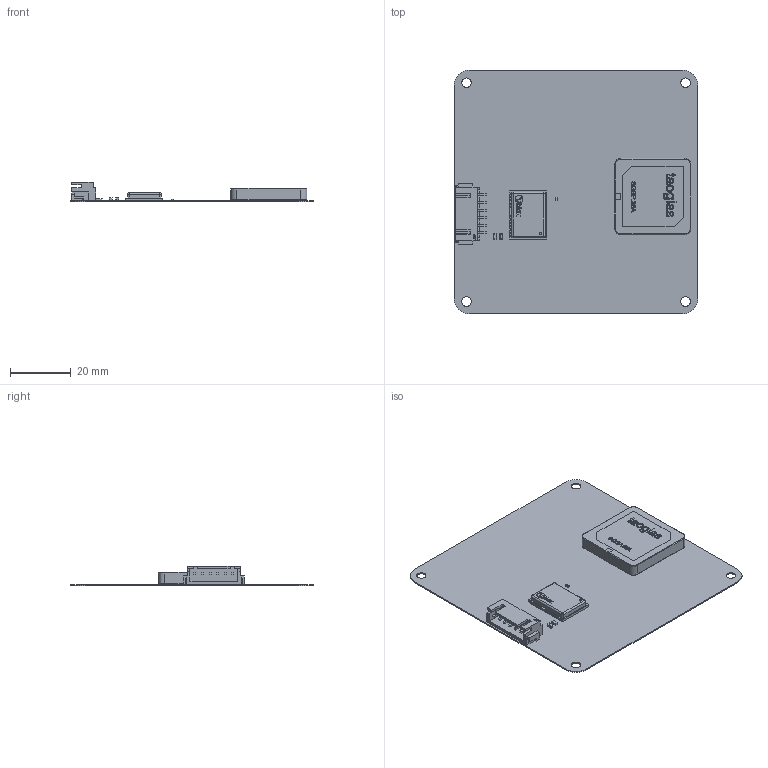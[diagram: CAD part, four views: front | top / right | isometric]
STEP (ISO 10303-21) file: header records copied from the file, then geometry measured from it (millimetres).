
FILE_DESCRIPTION(('Open CASCADE Model'),'2;1');
FILE_NAME('Open CASCADE Shape Model','2024-05-27T03:40:58',('Author'),( 'Open CASCADE'),'Open CASCADE STEP processor 7.5','Open CASCADE 7.5' ,'Unknown');
FILE_SCHEMA(('AUTOMOTIVE_DESIGN { 1 0 10303 214 1 1 1 1 }'));
Length unit declared in the file: millimetre
Products named in the file (33): PCB; Board; Open CASCADE STEP translator 7.5 2.1.1; MD1; UNK_u-blox_NEO-M9N-00B_eec; pcb; pins; top shell; logo; J1; Conn_JST_S6B-XH-SM4-TB_LF_SN_eec; 1; 2; 3; JST; Notch; E1; SGGP.25.4.A.02; D1; 7265321088; Terminal; Open CASCADE STEP translator 6.8 18.1.1; Open CASCADE STEP translator 6.8 18.1.2; Mid_Body; Open CASCADE STEP translator 6.8 18.2.1; C2; 7265329808; Open CASCADE STEP translator 6.8 29.1.1; Open CASCADE STEP translator 6.8 29.1.2; Open CASCADE STEP translator 6.8 29.2.1; C1
Assembly tree (33 placements, depth 5):
  PCB
    Board
      Open CASCADE STEP translator 7.5 2.1.1
    MD1
      UNK_u-blox_NEO-M9N-00B_eec
        pcb
        pins
        top shell
        logo
    J1
      Conn_JST_S6B-XH-SM4-TB_LF_SN_eec
        1
        2
        3
        JST
        Notch
    E1
      SGGP.25.4.A.02
    D1
      7265321088
        Terminal
          Open CASCADE STEP translator 6.8 18.1.1
          Open CASCADE STEP translator 6.8 18.1.2
        Mid_Body
          Open CASCADE STEP translator 6.8 18.2.1
    C2
      7265329808
        Terminal
          Open CASCADE STEP translator 6.8 29.1.1
          Open CASCADE STEP translator 6.8 29.1.2
        Mid_Body
          Open CASCADE STEP translator 6.8 29.2.1
    C1
      7265329808
        Terminal
          Open CASCADE STEP translator 6.8 29.1.1
          Open CASCADE STEP translator 6.8 29.1.2
        Mid_Body
          Open CASCADE STEP translator 6.8 29.2.1
Bounding box: 80 x 80 x 6.41 mm (x, y, z)
Volume: 6045.8 mm3; surface area: 16480.5 mm2
Topology: 62 solids, 62 shells, 1198 faces, 3067 edges, 1988 vertices
Faces by surface type: plane 806, bspline 213, cylinder 143, sphere 28, torus 8
Full cylindrical faces by diameter (mm): 0.437 x1, 0.8 x1, 3.1 x4
Entity records: 45151 total; most frequent: CARTESIAN_POINT 14762, ORIENTED_EDGE 5882, DIRECTION 4729, EDGE_CURVE 2941, LINE 2259, VECTOR 2259, VERTEX_POINT 1932, AXIS2_PLACEMENT_3D 1235
